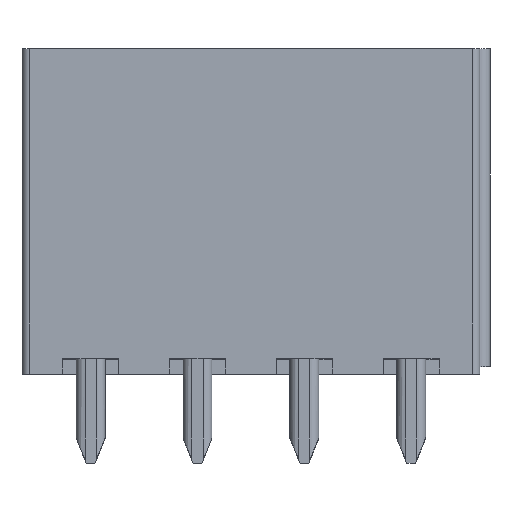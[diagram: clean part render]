
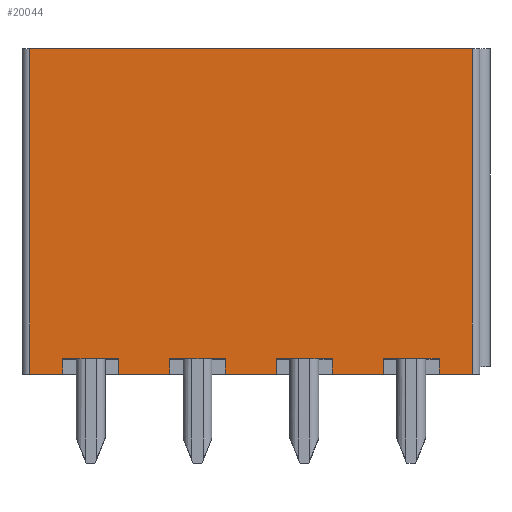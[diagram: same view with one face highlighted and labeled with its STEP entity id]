
A CAD part, top view. The second image highlights one B-rep face of the part: STEP entity #20044.
In plain terms, the highlighted planar face has unit normal (0, 0, 1).
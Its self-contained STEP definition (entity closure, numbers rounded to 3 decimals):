
#22=DIRECTION('',(1.,0.,0.));
#23=VECTOR('',#22,1.3);
#24=CARTESIAN_POINT('',(24.975,-0.62,-0.105));
#25=LINE('11900',#24,#23);
#58=DIRECTION('',(0.,1.,0.));
#59=VECTOR('',#58,0.6);
#60=CARTESIAN_POINT('',(26.275,-0.62,-0.105));
#61=LINE('11914',#60,#59);
#70=DIRECTION('',(1.,0.,0.));
#71=VECTOR('',#70,17.4);
#72=CARTESIAN_POINT('',(24.975,12.18,-0.105));
#73=LINE('11917',#72,#71);
#74=DIRECTION('',(0.,1.,0.));
#75=VECTOR('',#74,0.6);
#76=CARTESIAN_POINT('',(41.075,-0.62,-0.105));
#77=LINE('11920',#76,#75);
#78=DIRECTION('',(-1.,0.,0.));
#79=VECTOR('',#78,2.2);
#80=CARTESIAN_POINT('',(36.875,-0.02,-0.105));
#81=LINE('11925',#80,#79);
#82=DIRECTION('',(-1.,0.,0.));
#83=VECTOR('',#82,2.2);
#84=CARTESIAN_POINT('',(32.675,-0.02,-0.105));
#85=LINE('11929',#84,#83);
#86=DIRECTION('',(0.,1.,0.));
#87=VECTOR('',#86,0.6);
#88=CARTESIAN_POINT('',(28.475,-0.62,-0.105));
#89=LINE('11932',#88,#87);
#90=DIRECTION('',(-1.,0.,0.));
#91=VECTOR('',#90,2.2);
#92=CARTESIAN_POINT('',(28.475,-0.02,-0.105));
#93=LINE('11933',#92,#91);
#1546=DIRECTION('',(0.,1.,0.));
#1547=VECTOR('',#1546,0.6);
#1548=CARTESIAN_POINT('',(30.475,-0.62,-0.105));
#1549=LINE('11930',#1548,#1547);
#1558=DIRECTION('',(1.,0.,0.));
#1559=VECTOR('',#1558,2.);
#1560=CARTESIAN_POINT('',(28.475,-0.62,-0.105));
#1561=LINE('11931',#1560,#1559);
#1570=DIRECTION('',(0.,-1.,0.));
#1571=VECTOR('',#1570,0.6);
#1572=CARTESIAN_POINT('',(32.675,-0.02,-0.105));
#1573=LINE('11928',#1572,#1571);
#1606=DIRECTION('',(0.,1.,0.));
#1607=VECTOR('',#1606,0.6);
#1608=CARTESIAN_POINT('',(34.675,-0.62,-0.105));
#1609=LINE('11926',#1608,#1607);
#1614=DIRECTION('',(1.,0.,0.));
#1615=VECTOR('',#1614,2.);
#1616=CARTESIAN_POINT('',(32.675,-0.62,-0.105));
#1617=LINE('11927',#1616,#1615);
#1806=DIRECTION('',(1.,0.,0.));
#1807=VECTOR('',#1806,2.);
#1808=CARTESIAN_POINT('',(36.875,-0.62,-0.105));
#1809=LINE('11923',#1808,#1807);
#1814=DIRECTION('',(0.,1.,0.));
#1815=VECTOR('',#1814,0.6);
#1816=CARTESIAN_POINT('',(38.875,-0.62,-0.105));
#1817=LINE('11922',#1816,#1815);
#1826=DIRECTION('',(1.,0.,0.));
#1827=VECTOR('',#1826,2.2);
#1828=CARTESIAN_POINT('',(38.875,-0.02,-0.105));
#1829=LINE('11921',#1828,#1827);
#3624=DIRECTION('',(1.,0.,0.));
#3625=VECTOR('',#3624,1.3);
#3626=CARTESIAN_POINT('',(41.075,-0.62,-0.105));
#3627=LINE('11919',#3626,#3625);
#3641=DIRECTION('',(0.,1.,0.));
#3642=VECTOR('',#3641,12.8);
#3643=CARTESIAN_POINT('',(42.375,-0.62,-0.105));
#3644=LINE('11918',#3643,#3642);
#3699=DIRECTION('',(0.,-1.,0.));
#3700=VECTOR('',#3699,0.6);
#3701=CARTESIAN_POINT('',(36.875,-0.02,-0.105));
#3702=LINE('11924',#3701,#3700);
#15721=DIRECTION('',(0.,-1.,0.));
#15722=VECTOR('',#15721,12.8);
#15723=CARTESIAN_POINT('',(24.975,12.18,-0.105));
#15724=LINE('11934',#15723,#15722);
#15739=CARTESIAN_POINT('',(24.975,-0.62,-0.105));
#15740=VERTEX_POINT('',#15739);
#15741=CARTESIAN_POINT('',(26.275,-0.62,-0.105));
#15742=VERTEX_POINT('',#15741);
#15763=CARTESIAN_POINT('',(26.275,-0.02,-0.105));
#15764=VERTEX_POINT('',#15763);
#15767=CARTESIAN_POINT('',(24.975,12.18,-0.105));
#15768=CARTESIAN_POINT('',(42.375,12.18,-0.105));
#15769=VERTEX_POINT('',#15767);
#15770=VERTEX_POINT('',#15768);
#15771=CARTESIAN_POINT('',(42.375,-0.62,-0.105));
#15772=VERTEX_POINT('',#15771);
#15773=CARTESIAN_POINT('',(41.075,-0.62,-0.105));
#15774=VERTEX_POINT('',#15773);
#15775=CARTESIAN_POINT('',(41.075,-0.02,-0.105));
#15776=VERTEX_POINT('',#15775);
#15777=CARTESIAN_POINT('',(38.875,-0.02,-0.105));
#15778=VERTEX_POINT('',#15777);
#15779=CARTESIAN_POINT('',(38.875,-0.62,-0.105));
#15780=VERTEX_POINT('',#15779);
#15781=CARTESIAN_POINT('',(36.875,-0.62,-0.105));
#15782=VERTEX_POINT('',#15781);
#15783=CARTESIAN_POINT('',(36.875,-0.02,-0.105));
#15784=VERTEX_POINT('',#15783);
#15785=CARTESIAN_POINT('',(34.675,-0.02,-0.105));
#15786=VERTEX_POINT('',#15785);
#15787=CARTESIAN_POINT('',(34.675,-0.62,-0.105));
#15788=VERTEX_POINT('',#15787);
#15789=CARTESIAN_POINT('',(32.675,-0.62,-0.105));
#15790=VERTEX_POINT('',#15789);
#15791=CARTESIAN_POINT('',(32.675,-0.02,-0.105));
#15792=VERTEX_POINT('',#15791);
#15793=CARTESIAN_POINT('',(30.475,-0.02,-0.105));
#15794=VERTEX_POINT('',#15793);
#15795=CARTESIAN_POINT('',(30.475,-0.62,-0.105));
#15796=VERTEX_POINT('',#15795);
#15797=CARTESIAN_POINT('',(28.475,-0.62,-0.105));
#15798=VERTEX_POINT('',#15797);
#15799=CARTESIAN_POINT('',(28.475,-0.02,-0.105));
#15800=VERTEX_POINT('',#15799);
#19999=CARTESIAN_POINT('',(-8.925,-0.62,-0.105));
#20000=DIRECTION('',(0.,0.,1.));
#20001=DIRECTION('',(1.,0.,0.));
#20002=AXIS2_PLACEMENT_3D('',#19999,#20000,#20001);
#20003=PLANE('15462',#20002);
#20005=ORIENTED_EDGE('11917',*,*,#20004,.T.);
#20007=ORIENTED_EDGE('11918',*,*,#20006,.F.);
#20009=ORIENTED_EDGE('11919',*,*,#20008,.F.);
#20011=ORIENTED_EDGE('11920',*,*,#20010,.T.);
#20013=ORIENTED_EDGE('11921',*,*,#20012,.F.);
#20015=ORIENTED_EDGE('11922',*,*,#20014,.F.);
#20017=ORIENTED_EDGE('11923',*,*,#20016,.F.);
#20019=ORIENTED_EDGE('11924',*,*,#20018,.F.);
#20021=ORIENTED_EDGE('11925',*,*,#20020,.T.);
#20023=ORIENTED_EDGE('11926',*,*,#20022,.F.);
#20025=ORIENTED_EDGE('11927',*,*,#20024,.F.);
#20027=ORIENTED_EDGE('11928',*,*,#20026,.F.);
#20029=ORIENTED_EDGE('11929',*,*,#20028,.T.);
#20031=ORIENTED_EDGE('11930',*,*,#20030,.F.);
#20033=ORIENTED_EDGE('11931',*,*,#20032,.F.);
#20035=ORIENTED_EDGE('11932',*,*,#20034,.T.);
#20037=ORIENTED_EDGE('11933',*,*,#20036,.T.);
#20038=ORIENTED_EDGE('11914',*,*,#19988,.F.);
#20039=ORIENTED_EDGE('11900',*,*,#19931,.F.);
#20041=ORIENTED_EDGE('11934',*,*,#20040,.F.);
#20042=EDGE_LOOP('15462',(#20005,#20007,#20009,#20011,#20013,#20015,#20017,
#20019,#20021,#20023,#20025,#20027,#20029,#20031,#20033,#20035,#20037,#20038,
#20039,#20041));
#20043=FACE_OUTER_BOUND('15462',#20042,.F.);
#20044=ADVANCED_FACE('15462',(#20043),#20003,.T.);
#19931=EDGE_CURVE('11900',#15740,#15742,#25,.T.);
#19988=EDGE_CURVE('11914',#15742,#15764,#61,.T.);
#20004=EDGE_CURVE('11917',#15769,#15770,#73,.T.);
#20006=EDGE_CURVE('11918',#15772,#15770,#3644,.T.);
#20008=EDGE_CURVE('11919',#15774,#15772,#3627,.T.);
#20010=EDGE_CURVE('11920',#15774,#15776,#77,.T.);
#20012=EDGE_CURVE('11921',#15778,#15776,#1829,.T.);
#20014=EDGE_CURVE('11922',#15780,#15778,#1817,.T.);
#20016=EDGE_CURVE('11923',#15782,#15780,#1809,.T.);
#20018=EDGE_CURVE('11924',#15784,#15782,#3702,.T.);
#20020=EDGE_CURVE('11925',#15784,#15786,#81,.T.);
#20022=EDGE_CURVE('11926',#15788,#15786,#1609,.T.);
#20024=EDGE_CURVE('11927',#15790,#15788,#1617,.T.);
#20026=EDGE_CURVE('11928',#15792,#15790,#1573,.T.);
#20028=EDGE_CURVE('11929',#15792,#15794,#85,.T.);
#20030=EDGE_CURVE('11930',#15796,#15794,#1549,.T.);
#20032=EDGE_CURVE('11931',#15798,#15796,#1561,.T.);
#20034=EDGE_CURVE('11932',#15798,#15800,#89,.T.);
#20036=EDGE_CURVE('11933',#15800,#15764,#93,.T.);
#20040=EDGE_CURVE('11934',#15769,#15740,#15724,.T.);
